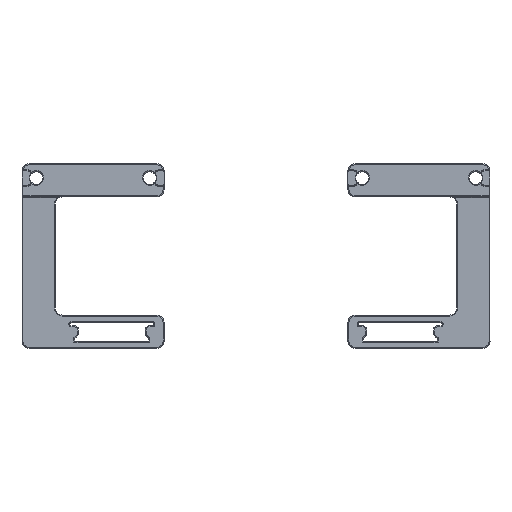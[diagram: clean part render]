
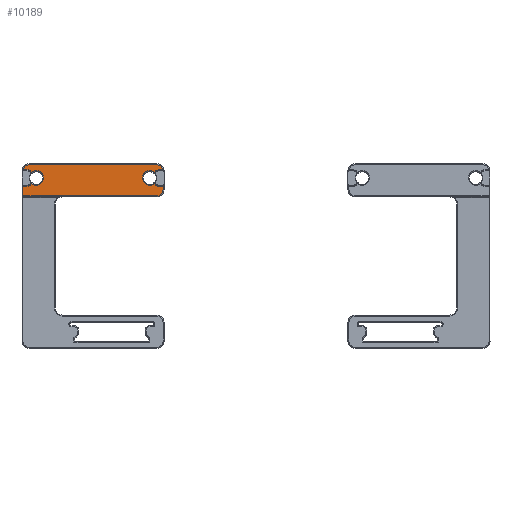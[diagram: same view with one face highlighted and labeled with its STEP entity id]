
A CAD part, left-side view. The second image highlights one B-rep face of the part: STEP entity #10189.
In plain terms, the highlighted face is planar.
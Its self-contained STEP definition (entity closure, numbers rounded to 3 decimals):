
#293=PLANE('',#10940);
#705=FACE_OUTER_BOUND('',#1335,.T.);
#1335=EDGE_LOOP('',(#7585,#7586,#7587,#7588,#7589,#7590,#7591,#7592,#7593,
#7594,#7595,#7596,#7597,#7598,#7599,#7600,#7601,#7602,#7603));
#2082=LINE('',#15841,#3122);
#2083=LINE('',#15850,#3123);
#2084=LINE('',#15854,#3124);
#2085=LINE('',#15858,#3125);
#2086=LINE('',#15868,#3126);
#2087=LINE('',#15870,#3127);
#2088=LINE('',#15872,#3128);
#2089=LINE('',#15875,#3129);
#3122=VECTOR('',#12472,10.);
#3123=VECTOR('',#12481,10.);
#3124=VECTOR('',#12484,10.);
#3125=VECTOR('',#12487,10.);
#3126=VECTOR('',#12496,10.);
#3127=VECTOR('',#12497,10.);
#3128=VECTOR('',#12498,10.);
#3129=VECTOR('',#12501,10.);
#3994=CIRCLE('',#10937,1.4);
#3996=CIRCLE('',#10941,3.1);
#3997=CIRCLE('',#10942,3.1);
#3998=CIRCLE('',#10943,1.4);
#3999=CIRCLE('',#10944,2.6);
#4000=CIRCLE('',#10945,2.6);
#4001=CIRCLE('',#10946,1.4);
#4002=CIRCLE('',#10947,3.1);
#4003=CIRCLE('',#10948,3.1);
#4004=CIRCLE('',#10949,1.4);
#4005=CIRCLE('',#10950,2.6);
#4599=VERTEX_POINT('',#15826);
#4600=VERTEX_POINT('',#15831);
#4603=VERTEX_POINT('',#15838);
#4604=VERTEX_POINT('',#15843);
#4605=VERTEX_POINT('',#15845);
#4606=VERTEX_POINT('',#15847);
#4607=VERTEX_POINT('',#15849);
#4608=VERTEX_POINT('',#15851);
#4609=VERTEX_POINT('',#15853);
#4610=VERTEX_POINT('',#15855);
#4611=VERTEX_POINT('',#15857);
#4612=VERTEX_POINT('',#15859);
#4613=VERTEX_POINT('',#15861);
#4614=VERTEX_POINT('',#15863);
#4615=VERTEX_POINT('',#15865);
#4616=VERTEX_POINT('',#15867);
#4617=VERTEX_POINT('',#15869);
#4618=VERTEX_POINT('',#15871);
#4619=VERTEX_POINT('',#15873);
#5663=EDGE_CURVE('',#4599,#4600,#3994,.T.);
#5668=EDGE_CURVE('',#4600,#4603,#2082,.T.);
#5669=EDGE_CURVE('',#4604,#4599,#3996,.T.);
#5670=EDGE_CURVE('',#4605,#4604,#3997,.T.);
#5671=EDGE_CURVE('',#4606,#4605,#3998,.T.);
#5672=EDGE_CURVE('',#4607,#4606,#2083,.T.);
#5673=EDGE_CURVE('',#4608,#4607,#3999,.T.);
#5674=EDGE_CURVE('',#4609,#4608,#2084,.T.);
#5675=EDGE_CURVE('',#4610,#4609,#4000,.T.);
#5676=EDGE_CURVE('',#4611,#4610,#2085,.T.);
#5677=EDGE_CURVE('',#4612,#4611,#4001,.T.);
#5678=EDGE_CURVE('',#4613,#4612,#4002,.T.);
#5679=EDGE_CURVE('',#4614,#4613,#4003,.T.);
#5680=EDGE_CURVE('',#4615,#4614,#4004,.T.);
#5681=EDGE_CURVE('',#4616,#4615,#2086,.T.);
#5682=EDGE_CURVE('',#4617,#4616,#2087,.T.);
#5683=EDGE_CURVE('',#4618,#4617,#2088,.T.);
#5684=EDGE_CURVE('',#4619,#4618,#4005,.T.);
#5685=EDGE_CURVE('',#4603,#4619,#2089,.T.);
#7585=ORIENTED_EDGE('',*,*,#5668,.F.);
#7586=ORIENTED_EDGE('',*,*,#5663,.F.);
#7587=ORIENTED_EDGE('',*,*,#5669,.F.);
#7588=ORIENTED_EDGE('',*,*,#5670,.F.);
#7589=ORIENTED_EDGE('',*,*,#5671,.F.);
#7590=ORIENTED_EDGE('',*,*,#5672,.F.);
#7591=ORIENTED_EDGE('',*,*,#5673,.F.);
#7592=ORIENTED_EDGE('',*,*,#5674,.F.);
#7593=ORIENTED_EDGE('',*,*,#5675,.F.);
#7594=ORIENTED_EDGE('',*,*,#5676,.F.);
#7595=ORIENTED_EDGE('',*,*,#5677,.F.);
#7596=ORIENTED_EDGE('',*,*,#5678,.F.);
#7597=ORIENTED_EDGE('',*,*,#5679,.F.);
#7598=ORIENTED_EDGE('',*,*,#5680,.F.);
#7599=ORIENTED_EDGE('',*,*,#5681,.F.);
#7600=ORIENTED_EDGE('',*,*,#5682,.F.);
#7601=ORIENTED_EDGE('',*,*,#5683,.F.);
#7602=ORIENTED_EDGE('',*,*,#5684,.F.);
#7603=ORIENTED_EDGE('',*,*,#5685,.F.);
#10189=ADVANCED_FACE('',(#705),#293,.T.);
#10937=AXIS2_PLACEMENT_3D('',#15832,#12463,#12464);
#10940=AXIS2_PLACEMENT_3D('',#15842,#12473,#12474);
#10941=AXIS2_PLACEMENT_3D('',#15844,#12475,#12476);
#10942=AXIS2_PLACEMENT_3D('',#15846,#12477,#12478);
#10943=AXIS2_PLACEMENT_3D('',#15848,#12479,#12480);
#10944=AXIS2_PLACEMENT_3D('',#15852,#12482,#12483);
#10945=AXIS2_PLACEMENT_3D('',#15856,#12485,#12486);
#10946=AXIS2_PLACEMENT_3D('',#15860,#12488,#12489);
#10947=AXIS2_PLACEMENT_3D('',#15862,#12490,#12491);
#10948=AXIS2_PLACEMENT_3D('',#15864,#12492,#12493);
#10949=AXIS2_PLACEMENT_3D('',#15866,#12494,#12495);
#10950=AXIS2_PLACEMENT_3D('',#15874,#12499,#12500);
#12463=DIRECTION('center_axis',(0.,0.,
-1.));
#12464=DIRECTION('ref_axis',(0.5,0.866,0.));
#12472=DIRECTION('',(0.,-1.,0.));
#12473=DIRECTION('center_axis',(0.,0.,
-1.));
#12474=DIRECTION('ref_axis',(1.,0.,0.));
#12475=DIRECTION('center_axis',(0.,0.,
-1.));
#12476=DIRECTION('ref_axis',(-1.,0.,0.));
#12477=DIRECTION('center_axis',(0.,0.,
-1.));
#12478=DIRECTION('ref_axis',(-1.,0.,0.));
#12479=DIRECTION('center_axis',(0.,0.,
-1.));
#12480=DIRECTION('ref_axis',(-0.5,0.866,0.));
#12481=DIRECTION('',(0.,1.,0.));
#12482=DIRECTION('center_axis',(0.,0.,
1.));
#12483=DIRECTION('ref_axis',(-0.707,-0.707,0.));
#12484=DIRECTION('',(0.,-1.,0.));
#12485=DIRECTION('center_axis',(0.,0.,
1.));
#12486=DIRECTION('ref_axis',(-0.707,0.707,0.));
#12487=DIRECTION('',(0.,1.,0.));
#12488=DIRECTION('center_axis',(0.,0.,
-1.));
#12489=DIRECTION('ref_axis',(-0.5,-0.866,0.));
#12490=DIRECTION('center_axis',(0.,0.,
-1.));
#12491=DIRECTION('ref_axis',(-1.,0.,0.));
#12492=DIRECTION('center_axis',(0.,0.,
-1.));
#12493=DIRECTION('ref_axis',(-1.,0.,0.));
#12494=DIRECTION('center_axis',(0.,0.,
-1.));
#12495=DIRECTION('ref_axis',(0.5,-0.866,0.));
#12496=DIRECTION('',(0.,-1.,0.));
#12497=DIRECTION('',(-1.,0.,0.));
#12498=DIRECTION('',(0.,1.,0.));
#12499=DIRECTION('center_axis',(0.,0.,
1.));
#12500=DIRECTION('ref_axis',(0.707,-0.707,0.));
#12501=DIRECTION('',(1.,0.,0.));
#15826=CARTESIAN_POINT('',(-61.107,111.643,-359.));
#15831=CARTESIAN_POINT('',(-59.993,110.272,-359.));
#15832=CARTESIAN_POINT('Origin',(-61.393,110.272,-359.));
#15838=CARTESIAN_POINT('',(-59.993,108.137,-359.));
#15841=CARTESIAN_POINT('',(-59.993,125.737,-359.));
#15842=CARTESIAN_POINT('Origin',(-2.261,137.737,-359.));
#15843=CARTESIAN_POINT('',(-60.293,113.737,-359.));
#15844=CARTESIAN_POINT('Origin',(-63.393,113.737,-359.));
#15845=CARTESIAN_POINT('',(-65.679,111.643,-359.));
#15846=CARTESIAN_POINT('Origin',(-63.393,113.737,-359.));
#15847=CARTESIAN_POINT('',(-66.793,110.272,-359.));
#15848=CARTESIAN_POINT('Origin',(-65.393,110.272,-359.));
#15849=CARTESIAN_POINT('',(-66.793,108.167,-359.));
#15850=CARTESIAN_POINT('',(-66.793,122.737,-359.));
#15851=CARTESIAN_POINT('',(-68.993,110.737,-359.));
#15852=CARTESIAN_POINT('Origin',(-66.393,110.737,-359.));
#15853=CARTESIAN_POINT('',(-68.993,164.737,-359.));
#15854=CARTESIAN_POINT('',(-68.993,122.737,-359.));
#15855=CARTESIAN_POINT('',(-66.793,167.306,-359.));
#15856=CARTESIAN_POINT('Origin',(-66.393,164.737,-359.));
#15857=CARTESIAN_POINT('',(-66.793,165.201,-359.));
#15858=CARTESIAN_POINT('',(-66.793,149.737,-359.));
#15859=CARTESIAN_POINT('',(-65.679,163.83,-359.));
#15860=CARTESIAN_POINT('Origin',(-65.393,165.201,-359.));
#15861=CARTESIAN_POINT('',(-60.293,161.737,-359.));
#15862=CARTESIAN_POINT('Origin',(-63.393,161.737,-359.));
#15863=CARTESIAN_POINT('',(-61.107,163.83,-359.));
#15864=CARTESIAN_POINT('Origin',(-63.393,161.737,-359.));
#15865=CARTESIAN_POINT('',(-59.993,165.201,-359.));
#15866=CARTESIAN_POINT('Origin',(-61.393,165.201,-359.));
#15867=CARTESIAN_POINT('',(-59.993,167.337,-359.));
#15868=CARTESIAN_POINT('',(-59.993,152.737,-359.));
#15869=CARTESIAN_POINT('',(-55.793,167.337,-359.));
#15870=CARTESIAN_POINT('',(-3.873,167.337,-359.));
#15871=CARTESIAN_POINT('',(-55.793,110.737,-359.));
#15872=CARTESIAN_POINT('',(-55.793,152.737,-359.));
#15873=CARTESIAN_POINT('',(-58.393,108.137,-359.));
#15874=CARTESIAN_POINT('Origin',(-58.393,110.737,-359.));
#15875=CARTESIAN_POINT('',(1.239,108.137,-359.));
